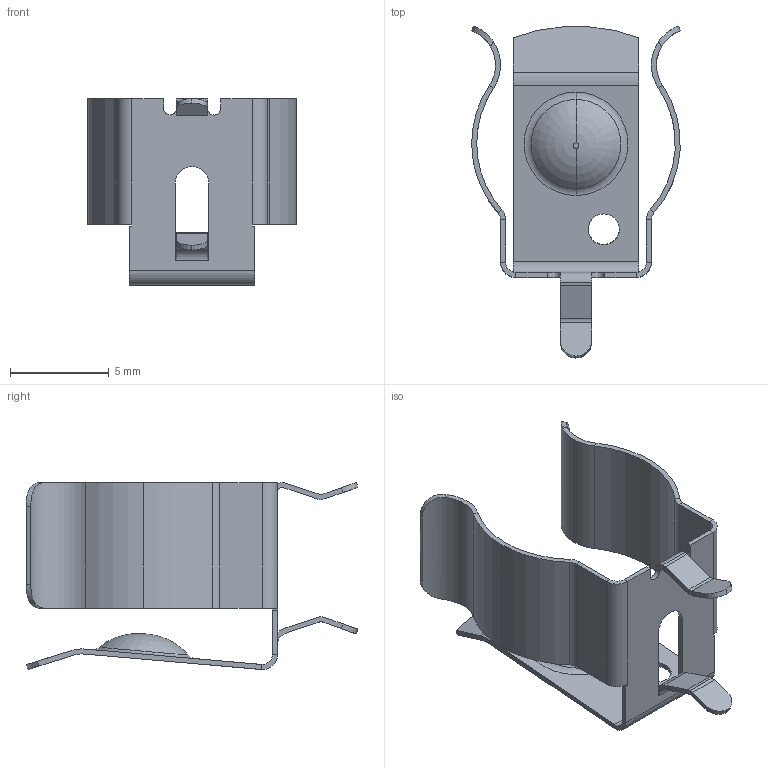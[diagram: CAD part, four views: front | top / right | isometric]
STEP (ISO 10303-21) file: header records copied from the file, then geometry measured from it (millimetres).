
FILE_DESCRIPTION (( 'STEP AP214' ), '1' );
FILE_NAME ('BK-82.STEP', '2020-02-12T00:25:11', ( '' ), ( '' ), 'SwSTEP 2.0', 'SolidWorks 2017', '' );
FILE_SCHEMA (( 'AUTOMOTIVE_DESIGN' ));
Length unit declared in the file: millimetre
Products named in the file (1): BK-82
Bounding box: 10.54 x 16.76 x 9.44 mm (x, y, z)
Volume: 80.5 mm3; surface area: 670.7 mm2
Topology: 1 solids, 1 shells, 122 faces, 294 edges, 176 vertices
Faces by surface type: plane 64, cylinder 50, torus 8
Entity records: 3624 total; most frequent: CARTESIAN_POINT 681, DIRECTION 644, ORIENTED_EDGE 588, EDGE_CURVE 294, AXIS2_PLACEMENT_3D 235, VERTEX_POINT 176, VECTOR 174, LINE 174
